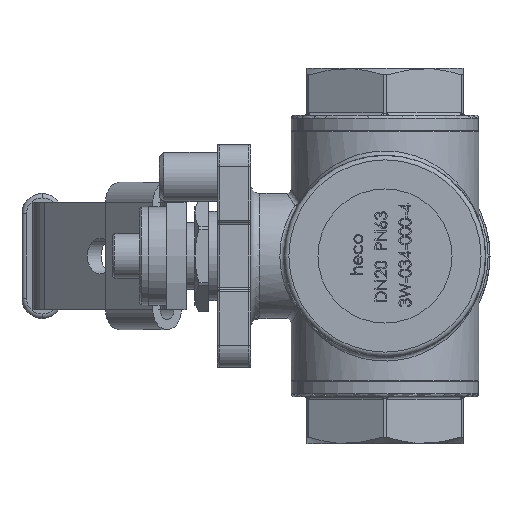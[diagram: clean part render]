
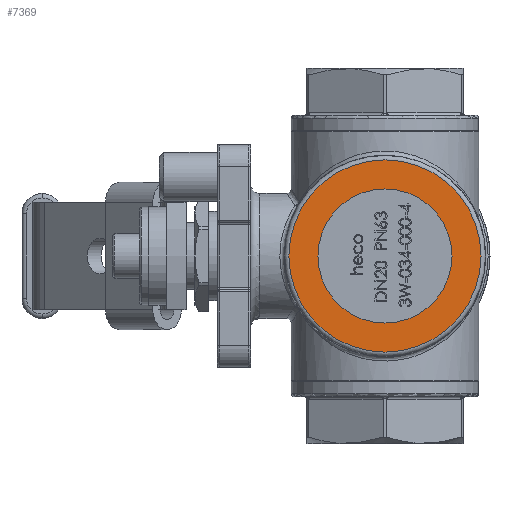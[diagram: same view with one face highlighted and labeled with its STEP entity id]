
A CAD part, left-side view. The second image highlights one B-rep face of the part: STEP entity #7369.
In plain terms, the highlighted planar face has unit normal (-1, 0, 0).
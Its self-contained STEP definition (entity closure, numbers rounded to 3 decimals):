
#3732 = EDGE_LOOP ( 'NONE', ( #9118 ) ) ;
#3736 = EDGE_LOOP ( 'NONE', ( #9119 ) ) ;
#7369 = ADVANCED_FACE ( 'NONE', ( #14730, #15000 ), #15001, .F. ) ;
#9118 = ORIENTED_EDGE ( 'NONE', *, *, #36802, .F. ) ;
#9119 = ORIENTED_EDGE ( 'NONE', *, *, #36803, .T. ) ;
#14730 = FACE_BOUND ( 'NONE', #3732, .T. ) ;
#15000 = FACE_OUTER_BOUND ( 'NONE', #3736, .T. ) ;
#15001 = PLANE ( 'NONE',  #15628 ) ;
#15010 = CARTESIAN_POINT ( 'NONE',  ( -28., 0., 0. ) ) ;
#15011 = DIRECTION ( 'NONE',  ( 1., 0., 0. ) ) ;
#15012 = DIRECTION ( 'NONE',  ( 0., 0., -1. ) ) ;
#15628 = AXIS2_PLACEMENT_3D ( 'NONE', #15010, #15011, #15012 ) ;
#36802 = EDGE_CURVE ( 'NONE', #46224, #46224, #39111, .T. ) ;
#36803 = EDGE_CURVE ( 'NONE', #46226, #46226, #39121, .T. ) ;
#39111 = CIRCLE ( 'NONE', #39116, 15. ) ;
#39114 = AXIS2_PLACEMENT_3D ( 'NONE', #44827, #44828, #44829 ) ;
#39116 = AXIS2_PLACEMENT_3D ( 'NONE', #44823, #44824, #44825 ) ;
#39121 = CIRCLE ( 'NONE', #39114, 21.5 ) ;
#44823 = CARTESIAN_POINT ( 'NONE',  ( -28., 0., 0. ) ) ;
#44824 = DIRECTION ( 'NONE',  ( -1., 0., 0. ) ) ;
#44825 = DIRECTION ( 'NONE',  ( 0., 0., 1. ) ) ;
#44827 = CARTESIAN_POINT ( 'NONE',  ( -28., 0., 0. ) ) ;
#44828 = DIRECTION ( 'NONE',  ( -1., 0., 0. ) ) ;
#44829 = DIRECTION ( 'NONE',  ( 0., 0., -1. ) ) ;
#46224 = VERTEX_POINT ( 'NONE', #46227 ) ;
#46226 = VERTEX_POINT ( 'NONE', #46229 ) ;
#46227 = CARTESIAN_POINT ( 'NONE',  ( -28., 0., 15. ) ) ;
#46229 = CARTESIAN_POINT ( 'NONE',  ( -28., 0., -21.5 ) ) ;
